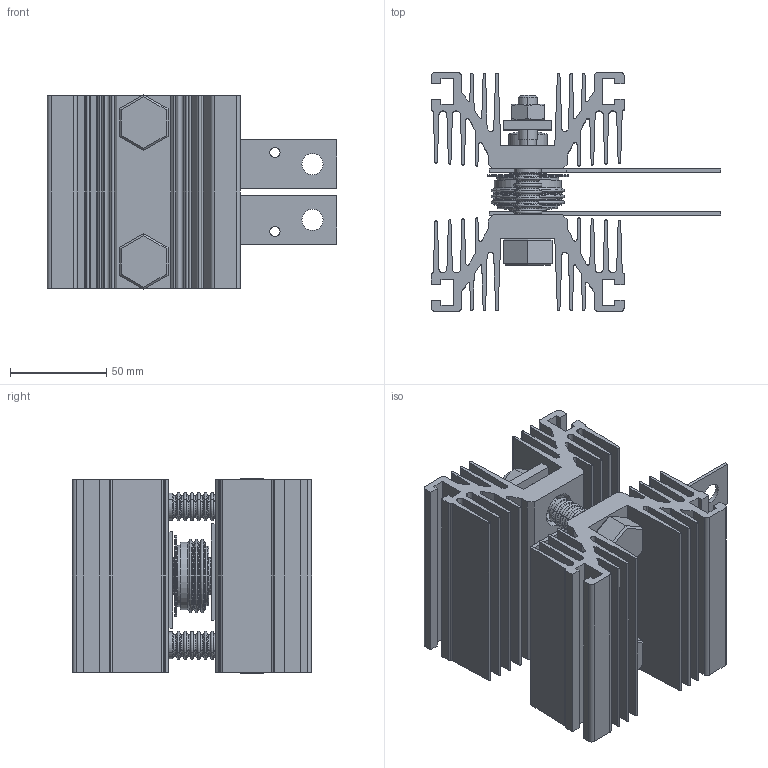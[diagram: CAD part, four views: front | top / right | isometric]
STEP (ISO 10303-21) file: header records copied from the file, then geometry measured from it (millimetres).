
FILE_DESCRIPTION (( 'STEP AP214' ), '1' );
FILE_NAME ('O123-PD22.STEP', '2021-04-19T10:46:24', ( '' ), ( '' ), 'SwSTEP 2.0', 'SolidWorks 2018', '' );
FILE_SCHEMA (( 'AUTOMOTIVE_DESIGN' ));
Length unit declared in the file: millimetre
Products named in the file (1): O123-PD22
Bounding box: 150 x 124 x 101 mm (x, y, z)
Volume: 454408.3 mm3; surface area: 270276 mm2
Topology: 25 solids, 25 shells, 843 faces, 1982 edges, 1202 vertices
Faces by surface type: plane 303, cylinder 220, cone 166, torus 152, sphere 2
Entity records: 33837 total; most frequent: DIRECTION 4528, CARTESIAN_POINT 4302, ORIENTED_EDGE 3944, EDGE_CURVE 1972, AXIS2_PLACEMENT_3D 1748, VERTEX_POINT 1202, LINE 1032, VECTOR 1032
